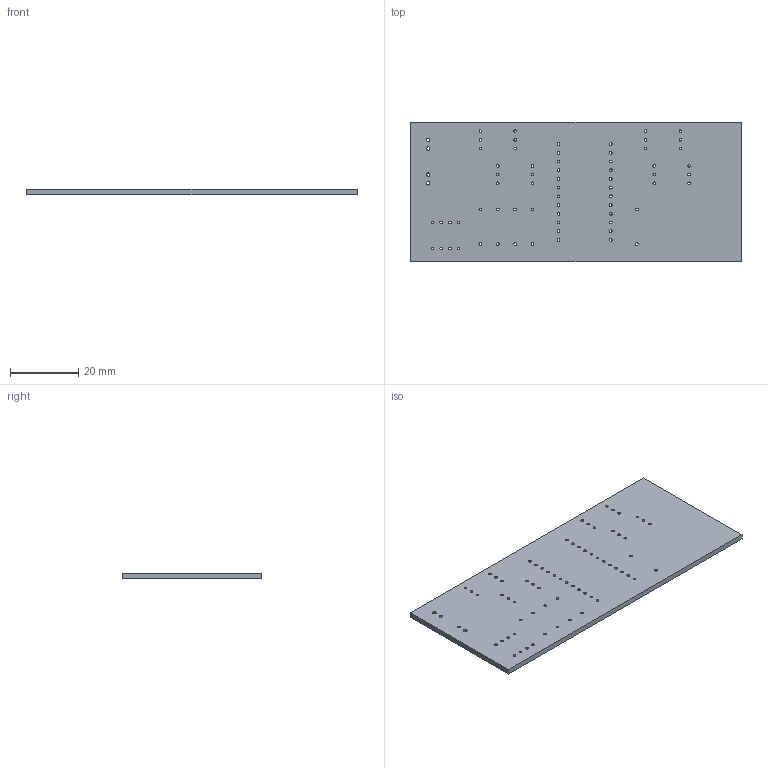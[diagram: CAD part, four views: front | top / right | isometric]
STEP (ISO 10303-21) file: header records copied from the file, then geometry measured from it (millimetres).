
FILE_DESCRIPTION(('KiCad electronic assembly'),'2;1');
FILE_NAME('Robot Controller PCB.step','2023-05-02T13:16:44',('Pcbnew'),( 'Kicad'),'Open CASCADE STEP processor 7.6','KiCad to STEP converter' ,'Unknown');
FILE_SCHEMA(('AUTOMOTIVE_DESIGN { 1 0 10303 214 1 1 1 1 }'));
Length unit declared in the file: millimetre
Products named in the file (2): Robot Controller PCB 1; Robot Controller PCB PCB
Assembly tree (1 placements, depth 2):
  Robot Controller PCB 1
    Robot Controller PCB PCB
Bounding box: 96.52 x 40.64 x 1.6 mm (x, y, z)
Volume: 6219.8 mm3; surface area: 8494.6 mm2
Topology: 1 solids, 1 shells, 76 faces, 222 edges, 148 vertices
Faces by surface type: cylinder 70, plane 6
Full cylindrical faces by diameter (mm): 0.762 x24, 0.8 x42, 1 x4
Entity records: 6239 total; most frequent: CARTESIAN_POINT 1732, DIRECTION 822, ORIENTED_EDGE 444, PCURVE 444, DEFINITIONAL_REPRESENTATION 444, LINE 386, VECTOR 386, EDGE_CURVE 222
